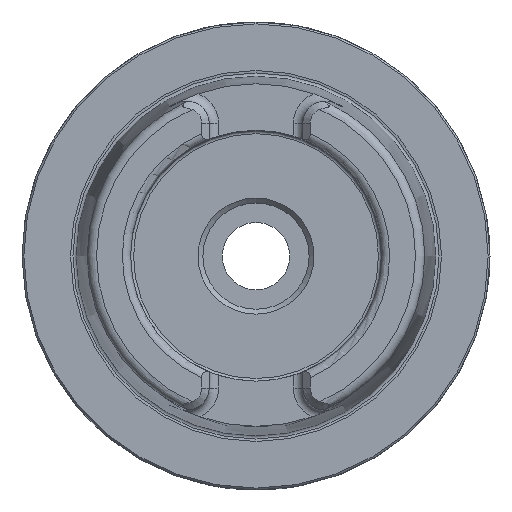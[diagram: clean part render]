
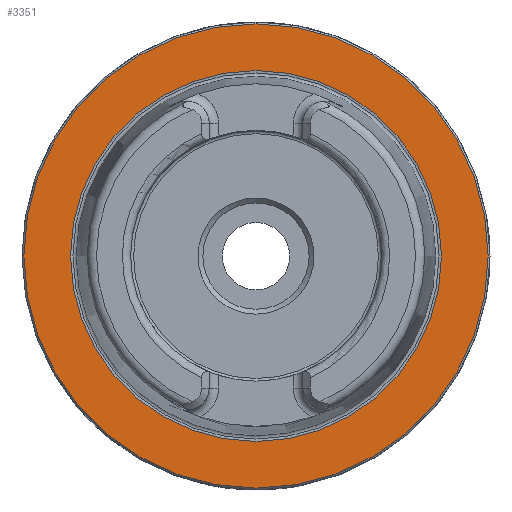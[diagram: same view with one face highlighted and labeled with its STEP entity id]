
A CAD part, top view. The second image highlights one B-rep face of the part: STEP entity #3351.
In plain terms, the highlighted planar face has unit normal (0, 0, 1).
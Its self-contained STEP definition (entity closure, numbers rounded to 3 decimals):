
#757=ORIENTED_EDGE('',*,*,#1240,.T.);
#758=ORIENTED_EDGE('',*,*,#1238,.F.);
#1238=EDGE_CURVE('',#1480,#1480,#1616,.T.);
#1240=EDGE_CURVE('',#1482,#1482,#1618,.T.);
#1480=VERTEX_POINT('',#5224);
#1482=VERTEX_POINT('',#5229);
#1616=CIRCLE('',#3593,49.536);
#1618=CIRCLE('',#3596,62.);
#1777=EDGE_LOOP('',(#757));
#1778=EDGE_LOOP('',(#758));
#2004=FACE_BOUND('',#1777,.T.);
#2005=FACE_BOUND('',#1778,.T.);
#2169=PLANE('',#3595);
#3351=ADVANCED_FACE('',(#2004,#2005),#2169,.T.);
#3593=AXIS2_PLACEMENT_3D('',#5223,#4142,#4143);
#3595=AXIS2_PLACEMENT_3D('',#5227,#4146,#4147);
#3596=AXIS2_PLACEMENT_3D('',#5228,#4148,#4149);
#4142=DIRECTION('',(0.,0.,1.));
#4143=DIRECTION('',(1.,0.,0.));
#4146=DIRECTION('',(0.,0.,1.));
#4147=DIRECTION('',(1.,0.,0.));
#4148=DIRECTION('',(0.,0.,1.));
#4149=DIRECTION('',(1.,0.,0.));
#5223=CARTESIAN_POINT('',(0.,0.,0.));
#5224=CARTESIAN_POINT('',(49.536,0.,0.));
#5227=CARTESIAN_POINT('',(62.,0.,0.));
#5228=CARTESIAN_POINT('',(0.,0.,0.));
#5229=CARTESIAN_POINT('',(62.,0.,0.));
